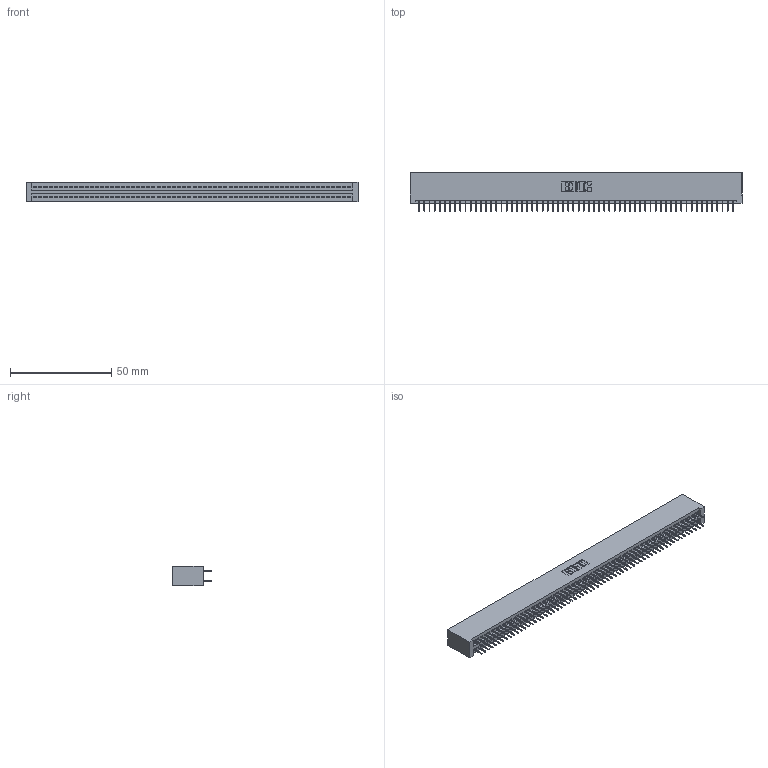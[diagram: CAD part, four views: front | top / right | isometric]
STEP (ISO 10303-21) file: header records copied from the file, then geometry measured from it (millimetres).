
FILE_DESCRIPTION (( 'STEP AP203' ), '1' );
FILE_NAME ('395-124-524-201.STEP', '2018-12-03T22:44:27', ( '' ), ( '' ), 'SwSTEP 2.0', 'SolidWorks 2016', '' );
FILE_SCHEMA (( 'CONFIG_CONTROL_DESIGN' ));
Length unit declared in the file: inch
Products named in the file (3): 345-292-001_345-293-124; 395-124-524-201; 345 Part_No Mounting Lugs
Assembly tree (125 placements, depth 2):
  395-124-524-201
    345 Part_No Mounting Lugs
    345-292-001_345-293-124  x124
Bounding box: 164.08 x 19.35 x 9.4 mm (x, y, z)
Volume: 16553.2 mm3; surface area: 24663.7 mm2
Topology: 125 solids, 125 shells, 6814 faces, 19289 edges, 12362 vertices
Faces by surface type: plane 4912, cylinder 1902
Entity records: 45751 total; most frequent: CARTESIAN_POINT 7648, ORIENTED_EDGE 7582, DIRECTION 6715, EDGE_CURVE 3791, VECTOR 3423, LINE 3423, VERTEX_POINT 2522, AXIS2_PLACEMENT_3D 1646
